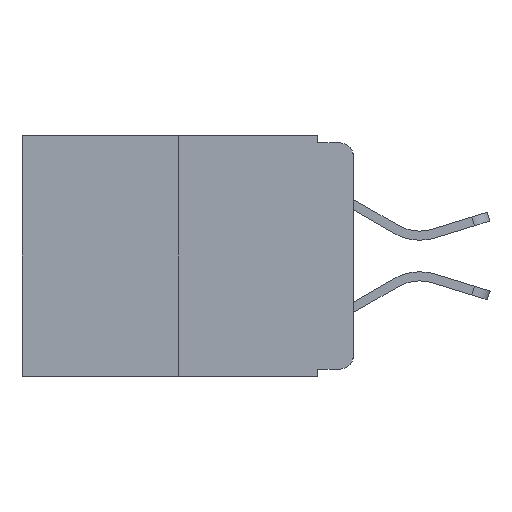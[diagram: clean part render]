
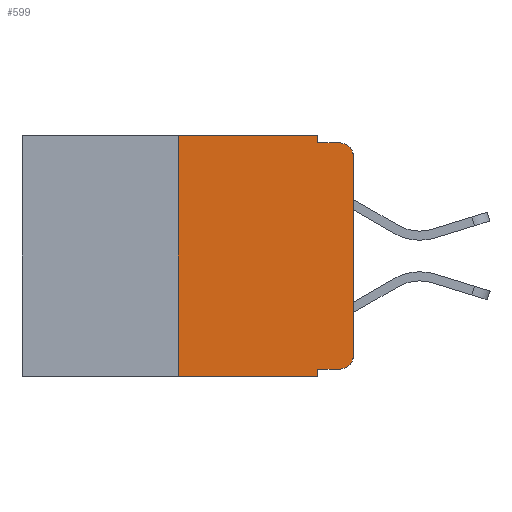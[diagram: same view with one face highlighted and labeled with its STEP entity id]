
A CAD part, left-side view. The second image highlights one B-rep face of the part: STEP entity #599.
In plain terms, the highlighted planar face has unit normal (-1, 0, 0).
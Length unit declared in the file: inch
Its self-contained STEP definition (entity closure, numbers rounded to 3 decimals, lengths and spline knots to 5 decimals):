
#120 = EDGE_CURVE ( 'NONE', #7917, #14318, #13624, .T. ) ;
#221 = CARTESIAN_POINT ( 'NONE',  ( 0., 0.473, 0. ) ) ;
#320 = EDGE_CURVE ( 'NONE', #12040, #11033, #7215, .T. ) ;
#446 = EDGE_CURVE ( 'NONE', #4829, #10817, #17305, .T. ) ;
#599 = ADVANCED_FACE ( 'NONE', ( #15029 ), #2747, .F. ) ;
#1565 = LINE ( 'NONE', #9762, #1947 ) ;
#1756 = ORIENTED_EDGE ( 'NONE', *, *, #16813, .T. ) ;
#1822 = VECTOR ( 'NONE', #14872, 39.37008 ) ;
#1947 = VECTOR ( 'NONE', #7033, 39.37008 ) ;
#1964 = ORIENTED_EDGE ( 'NONE', *, *, #120, .T. ) ;
#2176 = AXIS2_PLACEMENT_3D ( 'NONE', #5303, #12511, #7030 ) ;
#2290 = CARTESIAN_POINT ( 'NONE',  ( 0., 0.25, 0. ) ) ;
#2747 = PLANE ( 'NONE',  #2176 ) ;
#3345 = VECTOR ( 'NONE', #16295, 39.37008 ) ;
#3557 = CIRCLE ( 'NONE', #7053, 0.02 ) ;
#3573 = LINE ( 'NONE', #10748, #3345 ) ;
#3599 = EDGE_CURVE ( 'NONE', #4829, #17217, #9708, .T. ) ;
#3627 = VECTOR ( 'NONE', #16213, 39.37008 ) ;
#3739 = VERTEX_POINT ( 'NONE', #4961 ) ;
#4235 = CARTESIAN_POINT ( 'NONE',  ( 0., 0., 0. ) ) ;
#4796 = CARTESIAN_POINT ( 'NONE',  ( 0., 0.051, 0. ) ) ;
#4829 = VERTEX_POINT ( 'NONE', #8157 ) ;
#4961 = CARTESIAN_POINT ( 'NONE',  ( 0., 0.02, -0.01 ) ) ;
#5087 = LINE ( 'NONE', #13561, #10153 ) ;
#5117 = VERTEX_POINT ( 'NONE', #15789 ) ;
#5303 = CARTESIAN_POINT ( 'NONE',  ( 0., 0.473, 0. ) ) ;
#5381 = ORIENTED_EDGE ( 'NONE', *, *, #10385, .T. ) ;
#5482 = DIRECTION ( 'NONE',  ( -1., 0., 0. ) ) ;
#5647 = CARTESIAN_POINT ( 'NONE',  ( 0., 0.051, -0.343 ) ) ;
#6059 = DIRECTION ( 'NONE',  ( 0., 0., -1. ) ) ;
#6074 = CARTESIAN_POINT ( 'NONE',  ( 0., 0., -0.313 ) ) ;
#6603 = EDGE_CURVE ( 'NONE', #11033, #15325, #5087, .T. ) ;
#7030 = DIRECTION ( 'NONE',  ( 0., 0., -1. ) ) ;
#7033 = DIRECTION ( 'NONE',  ( 0., -1., 0. ) ) ;
#7053 = AXIS2_PLACEMENT_3D ( 'NONE', #7103, #5482, #12675 ) ;
#7103 = CARTESIAN_POINT ( 'NONE',  ( 0., 0.02, -0.03 ) ) ;
#7215 = LINE ( 'NONE', #221, #16371 ) ;
#7917 = VERTEX_POINT ( 'NONE', #6074 ) ;
#7991 = ORIENTED_EDGE ( 'NONE', *, *, #17699, .T. ) ;
#8157 = CARTESIAN_POINT ( 'NONE',  ( 0., 0.051, -0.333 ) ) ;
#9328 = CARTESIAN_POINT ( 'NONE',  ( 0., 0.051, -0.333 ) ) ;
#9453 = ORIENTED_EDGE ( 'NONE', *, *, #320, .F. ) ;
#9659 = ORIENTED_EDGE ( 'NONE', *, *, #13402, .F. ) ;
#9708 = LINE ( 'NONE', #9328, #1822 ) ;
#9762 = CARTESIAN_POINT ( 'NONE',  ( 0., 0.473, -0.343 ) ) ;
#10153 = VECTOR ( 'NONE', #16172, 39.37008 ) ;
#10162 = ORIENTED_EDGE ( 'NONE', *, *, #3599, .T. ) ;
#10385 = EDGE_CURVE ( 'NONE', #14318, #3739, #3557, .T. ) ;
#10587 = CARTESIAN_POINT ( 'NONE',  ( 0., 0.051, 0. ) ) ;
#10748 = CARTESIAN_POINT ( 'NONE',  ( 0., 0.051, -0.01 ) ) ;
#10817 = VERTEX_POINT ( 'NONE', #5647 ) ;
#11021 = AXIS2_PLACEMENT_3D ( 'NONE', #12896, #11593, #6059 ) ;
#11033 = VERTEX_POINT ( 'NONE', #4796 ) ;
#11446 = CARTESIAN_POINT ( 'NONE',  ( 0., 0.02, -0.333 ) ) ;
#11593 = DIRECTION ( 'NONE',  ( -1., 0., 0. ) ) ;
#11768 = ORIENTED_EDGE ( 'NONE', *, *, #17953, .F. ) ;
#11781 = ORIENTED_EDGE ( 'NONE', *, *, #6603, .F. ) ;
#12040 = VERTEX_POINT ( 'NONE', #2290 ) ;
#12141 = DIRECTION ( 'NONE',  ( 0., 0., 1. ) ) ;
#12511 = DIRECTION ( 'NONE',  ( 1., 0., 0. ) ) ;
#12675 = DIRECTION ( 'NONE',  ( 0., 0., -1. ) ) ;
#12786 = VECTOR ( 'NONE', #12141, 39.37008 ) ;
#12896 = CARTESIAN_POINT ( 'NONE',  ( 0., 0.02, -0.313 ) ) ;
#13081 = CIRCLE ( 'NONE', #11021, 0.02 ) ;
#13402 = EDGE_CURVE ( 'NONE', #15325, #3739, #3573, .T. ) ;
#13561 = CARTESIAN_POINT ( 'NONE',  ( 0., 0.051, 0. ) ) ;
#13611 = ORIENTED_EDGE ( 'NONE', *, *, #446, .F. ) ;
#13624 = LINE ( 'NONE', #4235, #17481 ) ;
#13786 = LINE ( 'NONE', #16583, #12786 ) ;
#14318 = VERTEX_POINT ( 'NONE', #17972 ) ;
#14872 = DIRECTION ( 'NONE',  ( 0., -1., 0. ) ) ;
#15029 = FACE_OUTER_BOUND ( 'NONE', #17531, .T. ) ;
#15098 = CARTESIAN_POINT ( 'NONE',  ( 0., 0.051, -0.01 ) ) ;
#15325 = VERTEX_POINT ( 'NONE', #15098 ) ;
#15789 = CARTESIAN_POINT ( 'NONE',  ( 0., 0.25, -0.343 ) ) ;
#16172 = DIRECTION ( 'NONE',  ( 0., 0., -1. ) ) ;
#16213 = DIRECTION ( 'NONE',  ( 0., 0., -1. ) ) ;
#16295 = DIRECTION ( 'NONE',  ( 0., -1., 0. ) ) ;
#16371 = VECTOR ( 'NONE', #16859, 39.37008 ) ;
#16583 = CARTESIAN_POINT ( 'NONE',  ( 0., 0.25, 0. ) ) ;
#16813 = EDGE_CURVE ( 'NONE', #5117, #10817, #1565, .T. ) ;
#16859 = DIRECTION ( 'NONE',  ( 0., -1., 0. ) ) ;
#17217 = VERTEX_POINT ( 'NONE', #11446 ) ;
#17305 = LINE ( 'NONE', #10587, #3627 ) ;
#17481 = VECTOR ( 'NONE', #17774, 39.37008 ) ;
#17531 = EDGE_LOOP ( 'NONE', ( #1964, #5381, #9659, #11781, #9453, #11768, #1756, #13611, #10162, #7991 ) ) ;
#17699 = EDGE_CURVE ( 'NONE', #17217, #7917, #13081, .T. ) ;
#17774 = DIRECTION ( 'NONE',  ( 0., 0., 1. ) ) ;
#17953 = EDGE_CURVE ( 'NONE', #5117, #12040, #13786, .T. ) ;
#17972 = CARTESIAN_POINT ( 'NONE',  ( 0., 0., -0.03 ) ) ;
